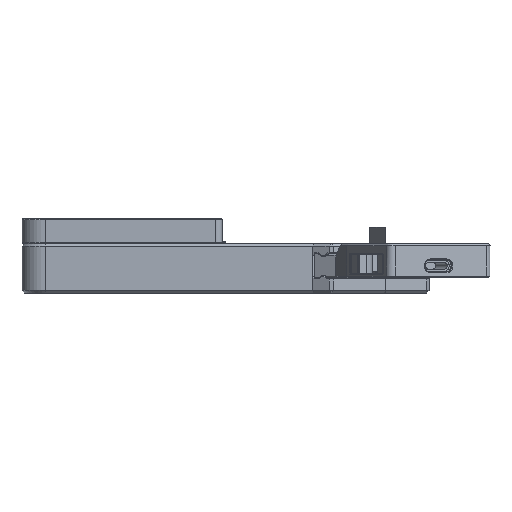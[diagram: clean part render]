
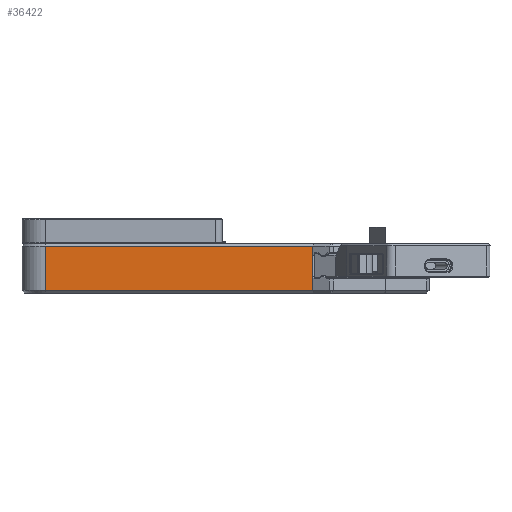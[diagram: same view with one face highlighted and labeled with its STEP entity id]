
A CAD part, left-side view. The second image highlights one B-rep face of the part: STEP entity #36422.
In plain terms, the highlighted planar face has unit normal (-1, 0, 0).
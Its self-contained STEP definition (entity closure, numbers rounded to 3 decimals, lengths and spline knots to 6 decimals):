
#8653=ORIENTED_EDGE('',*,*,#15772,.F.);
#8654=ORIENTED_EDGE('',*,*,#16211,.T.);
#8655=ORIENTED_EDGE('',*,*,#16208,.T.);
#8656=ORIENTED_EDGE('',*,*,#16212,.T.);
#15772=EDGE_CURVE('',#20157,#20158,#23538,.T.);
#16208=EDGE_CURVE('',#20419,#20420,#23847,.T.);
#16211=EDGE_CURVE('',#20157,#20419,#23848,.T.);
#16212=EDGE_CURVE('',#20420,#20158,#23849,.T.);
#20157=VERTEX_POINT('',#60471);
#20158=VERTEX_POINT('',#60473);
#20419=VERTEX_POINT('',#61366);
#20420=VERTEX_POINT('',#61367);
#23538=LINE('',#60472,#27277);
#23847=LINE('',#61365,#27586);
#23848=LINE('',#61371,#27587);
#23849=LINE('',#61372,#27588);
#27277=VECTOR('',#46812,1.);
#27586=VECTOR('',#47707,1.);
#27587=VECTOR('',#47714,1.);
#27588=VECTOR('',#47715,1.);
#30469=EDGE_LOOP('',(#8653,#8654,#8655,#8656));
#32907=FACE_BOUND('',#30469,.T.);
#34701=PLANE('',#40532);
#36422=ADVANCED_FACE('',(#32907),#34701,.T.);
#40532=AXIS2_PLACEMENT_3D('',#61370,#47712,#47713);
#46812=DIRECTION('',(0.,0.,-1.));
#47707=DIRECTION('',(0.,0.,-1.));
#47712=DIRECTION('',(-1.,0.,0.));
#47713=DIRECTION('',(0.,-1.,0.));
#47714=DIRECTION('',(0.,1.,0.));
#47715=DIRECTION('',(0.,-1.,0.));
#60471=CARTESIAN_POINT('',(-0.074596,-0.027426,0.0142));
#60472=CARTESIAN_POINT('',(-0.074596,-0.027426,0.015));
#60473=CARTESIAN_POINT('',(-0.074596,-0.027426,0.0008));
#61365=CARTESIAN_POINT('',(-0.074598,0.053519,0.015));
#61366=CARTESIAN_POINT('',(-0.074598,0.053519,0.0142));
#61367=CARTESIAN_POINT('',(-0.074598,0.053519,0.0008));
#61370=CARTESIAN_POINT('',(-0.074597,0.013047,0.015));
#61371=CARTESIAN_POINT('',(-0.074597,0.013047,0.0142));
#61372=CARTESIAN_POINT('',(-0.074596,-0.027426,0.0008));
